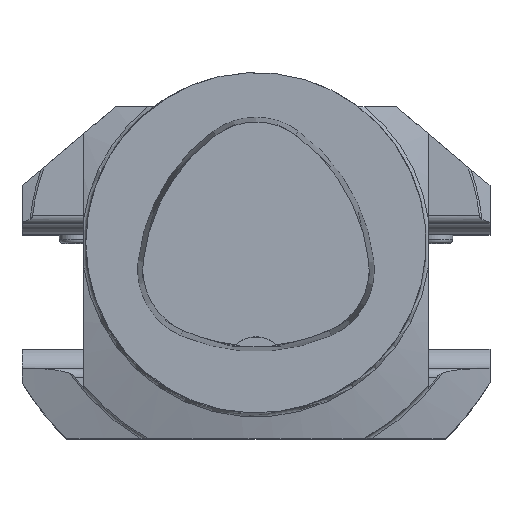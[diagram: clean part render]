
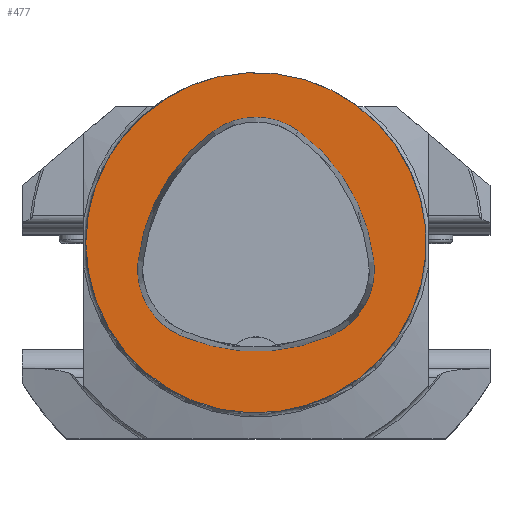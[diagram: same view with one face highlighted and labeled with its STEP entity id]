
A CAD part, top view. The second image highlights one B-rep face of the part: STEP entity #477.
In plain terms, the highlighted planar face has unit normal (0, 0, 1).
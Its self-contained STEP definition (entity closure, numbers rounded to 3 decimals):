
#477=ADVANCED_FACE('',(#1035,#1036),#582,.T.);
#582=PLANE('',#3204);
#1035=FACE_BOUND('',#1228,.T.);
#1036=FACE_BOUND('',#1229,.T.);
#1228=EDGE_LOOP('',(#2011,#2012,#2013,#2014,#2015,#2016));
#1229=EDGE_LOOP('',(#2017));
#2011=ORIENTED_EDGE('',*,*,#2751,.T.);
#2012=ORIENTED_EDGE('',*,*,#2731,.T.);
#2013=ORIENTED_EDGE('',*,*,#2735,.T.);
#2014=ORIENTED_EDGE('',*,*,#2738,.T.);
#2015=ORIENTED_EDGE('',*,*,#2741,.T.);
#2016=ORIENTED_EDGE('',*,*,#2749,.T.);
#2017=ORIENTED_EDGE('',*,*,#2547,.F.);
#2237=VERTEX_POINT('',#4654);
#2341=VERTEX_POINT('',#5156);
#2342=VERTEX_POINT('',#5157);
#2345=VERTEX_POINT('',#5165);
#2347=VERTEX_POINT('',#5171);
#2349=VERTEX_POINT('',#5177);
#2356=VERTEX_POINT('',#5198);
#2547=EDGE_CURVE('',#2237,#2237,#2819,.T.);
#2731=EDGE_CURVE('',#2341,#2342,#2871,.T.);
#2735=EDGE_CURVE('',#2342,#2345,#2873,.T.);
#2738=EDGE_CURVE('',#2345,#2347,#2875,.T.);
#2741=EDGE_CURVE('',#2347,#2349,#2877,.T.);
#2749=EDGE_CURVE('',#2349,#2356,#2881,.T.);
#2751=EDGE_CURVE('',#2356,#2341,#2883,.T.);
#2819=CIRCLE('',#3032,40.);
#2871=CIRCLE('',#3181,44.);
#2873=CIRCLE('',#3184,17.);
#2875=CIRCLE('',#3187,44.);
#2877=CIRCLE('',#3190,17.);
#2881=CIRCLE('',#3195,44.);
#2883=CIRCLE('',#3198,17.);
#3032=AXIS2_PLACEMENT_3D('',#4653,#3524,#3525);
#3181=AXIS2_PLACEMENT_3D('',#5155,#3923,#3924);
#3184=AXIS2_PLACEMENT_3D('',#5164,#3931,#3932);
#3187=AXIS2_PLACEMENT_3D('',#5170,#3938,#3939);
#3190=AXIS2_PLACEMENT_3D('',#5176,#3945,#3946);
#3195=AXIS2_PLACEMENT_3D('',#5199,#3957,#3958);
#3198=AXIS2_PLACEMENT_3D('',#5202,#3963,#3964);
#3204=AXIS2_PLACEMENT_3D('',#5208,#3975,#3976);
#3524=DIRECTION('',(0.,0.,-1.));
#3525=DIRECTION('',(-1.,0.,0.));
#3923=DIRECTION('',(0.,0.,-1.));
#3924=DIRECTION('',(-1.,0.,0.));
#3931=DIRECTION('',(0.,0.,-1.));
#3932=DIRECTION('',(-1.,0.,0.));
#3938=DIRECTION('',(0.,0.,-1.));
#3939=DIRECTION('',(-1.,0.,0.));
#3945=DIRECTION('',(0.,0.,-1.));
#3946=DIRECTION('',(-1.,0.,0.));
#3957=DIRECTION('',(0.,0.,-1.));
#3958=DIRECTION('',(-1.,0.,0.));
#3963=DIRECTION('',(0.,0.,-1.));
#3964=DIRECTION('',(-1.,0.,0.));
#3975=DIRECTION('',(0.,0.,1.));
#3976=DIRECTION('',(1.,0.,0.));
#4653=CARTESIAN_POINT('',(0.,0.,0.));
#4654=CARTESIAN_POINT('',(-40.,0.,0.));
#5155=CARTESIAN_POINT('',(16.01,-9.224,0.));
#5156=CARTESIAN_POINT('',(-27.722,-4.378,0.));
#5157=CARTESIAN_POINT('',(-10.119,26.178,0.));
#5164=CARTESIAN_POINT('',(-0.023,12.5,0.));
#5165=CARTESIAN_POINT('',(10.049,26.194,0.));
#5170=CARTESIAN_POINT('',(-16.021,-9.25,0.));
#5171=CARTESIAN_POINT('',(27.71,-4.394,0.));
#5176=CARTESIAN_POINT('',(10.814,-6.27,0.));
#5177=CARTESIAN_POINT('',(17.611,-21.852,0.));
#5198=CARTESIAN_POINT('',(-17.652,-21.819,0.));
#5199=CARTESIAN_POINT('',(0.017,18.477,0.));
#5202=CARTESIAN_POINT('',(-10.825,-6.25,0.));
#5208=CARTESIAN_POINT('',(0.,0.,0.));
